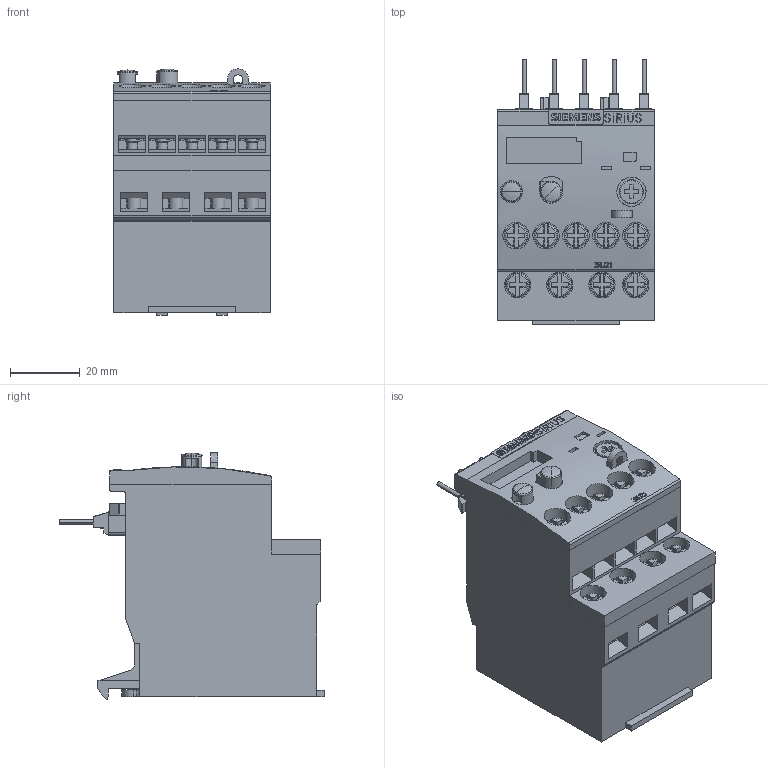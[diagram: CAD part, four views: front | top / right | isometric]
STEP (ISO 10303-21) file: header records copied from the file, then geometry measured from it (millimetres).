
FILE_DESCRIPTION(('STEP AP214'),'1');
FILE_NAME('cctmp_506FB2F5-226F-46B0-8048-A6A007693274_2023_10_30_11_35_07_0120..stp','2023-10-30T10:35:07',('SIEMENS A&D'),('CADClick - www.CADClick.com'),'Spatial InterOp 3D postprocessed',' ','unknown authorization');
FILE_SCHEMA(('AUTOMOTIVE_DESIGN'));
Length unit declared in the file: millimetre
Products named in the file (1): 3RU21160AB0
Bounding box: 45 x 76 x 70.77 mm (x, y, z)
Volume: 143059.8 mm3; surface area: 27832.5 mm2
Topology: 1 solids, 1 shells, 1558 faces, 4378 edges, 2894 vertices
Faces by surface type: plane 1189, cylinder 295, torus 44, cone 28, sphere 2
Entity records: 56435 total; most frequent: CARTESIAN_POINT 10818, ORIENTED_EDGE 8748, DIRECTION 8277, EDGE_CURVE 4374, LINE 3373, VECTOR 3373, VERTEX_POINT 2894, AXIS2_PLACEMENT_3D 2452
